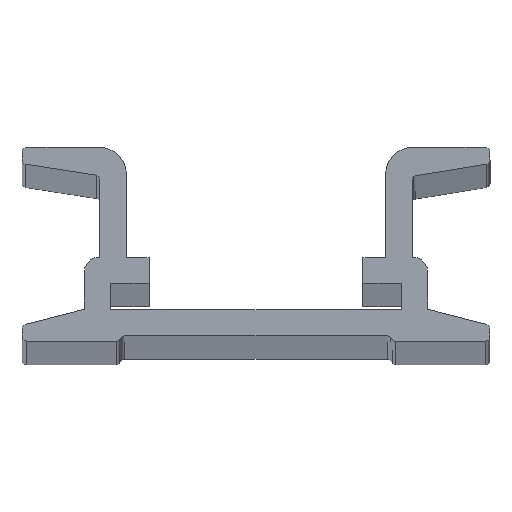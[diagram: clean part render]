
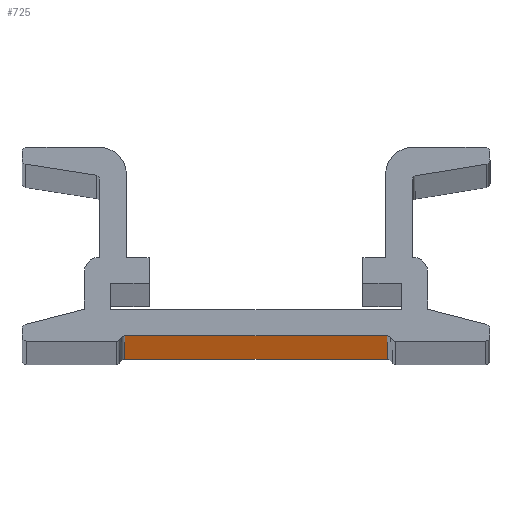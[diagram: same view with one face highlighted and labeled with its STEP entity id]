
A CAD part, top view. The second image highlights one B-rep face of the part: STEP entity #725.
In plain terms, the highlighted planar face has unit normal (0, -1, 0).
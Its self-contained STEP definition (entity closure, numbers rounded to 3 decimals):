
#108 = VECTOR ( 'NONE', #1610, 1000. ) ;
#134 = VECTOR ( 'NONE', #1570, 1000. ) ;
#188 = VECTOR ( 'NONE', #1682, 1000. ) ;
#197 = VECTOR ( 'NONE', #506, 1000. ) ;
#200 = AXIS2_PLACEMENT_3D ( 'NONE', #274, #268, #275 ) ;
#263 = FACE_OUTER_BOUND ( 'NONE', #1159, .T. ) ;
#268 = DIRECTION ( 'NONE',  ( 0., 1., 0. ) ) ;
#274 = CARTESIAN_POINT ( 'NONE',  ( 7.381, 0.46, 300. ) ) ;
#275 = DIRECTION ( 'NONE',  ( 0., 0., 1. ) ) ;
#278 = PLANE ( 'NONE',  #200 ) ;
#343 = CARTESIAN_POINT ( 'NONE',  ( 27.019, 0.46, 0. ) ) ;
#369 = CARTESIAN_POINT ( 'NONE',  ( 7.381, 0.46, 0. ) ) ;
#422 = CARTESIAN_POINT ( 'NONE',  ( 27.019, 0.46, 1000. ) ) ;
#437 = CARTESIAN_POINT ( 'NONE',  ( 7.381, 0.46, 1000. ) ) ;
#506 = DIRECTION ( 'NONE',  ( 1., 0., 0. ) ) ;
#510 = LINE ( 'NONE', #515, #197 ) ;
#515 = CARTESIAN_POINT ( 'NONE',  ( 7.381, 0.46, 0. ) ) ;
#652 = EDGE_CURVE ( 'NONE', #1109, #1019, #1568, .T. ) ;
#656 = EDGE_CURVE ( 'NONE', #1069, #1012, #1600, .T. ) ;
#687 = EDGE_CURVE ( 'NONE', #1069, #1109, #1703, .T. ) ;
#708 = EDGE_CURVE ( 'NONE', #1012, #1019, #510, .T. ) ;
#725 = ADVANCED_FACE ( 'NONE', ( #263 ), #278, .F. ) ;
#974 = ORIENTED_EDGE ( 'NONE', *, *, #656, .T. ) ;
#978 = ORIENTED_EDGE ( 'NONE', *, *, #687, .F. ) ;
#979 = ORIENTED_EDGE ( 'NONE', *, *, #708, .T. ) ;
#996 = ORIENTED_EDGE ( 'NONE', *, *, #652, .F. ) ;
#1012 = VERTEX_POINT ( 'NONE', #369 ) ;
#1019 = VERTEX_POINT ( 'NONE', #343 ) ;
#1069 = VERTEX_POINT ( 'NONE', #437 ) ;
#1109 = VERTEX_POINT ( 'NONE', #422 ) ;
#1159 = EDGE_LOOP ( 'NONE', ( #979, #996, #978, #974 ) ) ;
#1530 = CARTESIAN_POINT ( 'NONE',  ( 27.019, 0.46, 300. ) ) ;
#1568 = LINE ( 'NONE', #1530, #134 ) ;
#1570 = DIRECTION ( 'NONE',  ( 0., 0., -1. ) ) ;
#1588 = CARTESIAN_POINT ( 'NONE',  ( 7.381, 0.46, 300. ) ) ;
#1600 = LINE ( 'NONE', #1588, #108 ) ;
#1610 = DIRECTION ( 'NONE',  ( 0., 0., -1. ) ) ;
#1682 = DIRECTION ( 'NONE',  ( 1., 0., 0. ) ) ;
#1692 = CARTESIAN_POINT ( 'NONE',  ( 0.038, 0.46, 1000. ) ) ;
#1703 = LINE ( 'NONE', #1692, #188 ) ;
